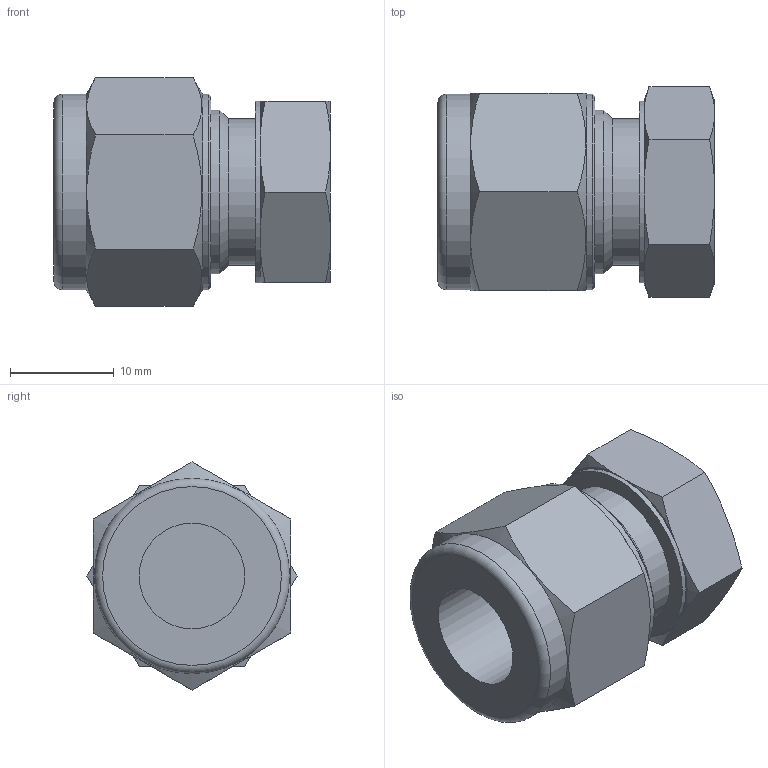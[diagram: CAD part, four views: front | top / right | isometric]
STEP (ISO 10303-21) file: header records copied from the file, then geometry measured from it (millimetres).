
FILE_DESCRIPTION(/* description */ (''),/* implementation_level */ '2;1');
FILE_NAME(/* name */ 'SC-10M.stp',/* time_stamp */ '2019-04-23T16:05:24+09:00',/* author */ ('HSE-RGT-06'),/* organization */ (''),/* preprocessor_version */ 'ST-DEVELOPER v16.5',/* originating_system */ 'Autodesk Inventor LT',/* authorisation */ '');
FILE_SCHEMA (('AUTOMOTIVE_DESIGN { 1 0 10303 214 3 1 1 }'));
Length unit declared in the file: millimetre
Products named in the file (1): 부품7
Bounding box: 26.56 x 20.21 x 21.94 mm (x, y, z)
Volume: 5785 mm3; surface area: 2884.7 mm2
Topology: 1 solids, 1 shells, 46 faces, 111 edges, 70 vertices
Faces by surface type: plane 23, cone 16, cylinder 6, torus 1
Full cylindrical faces by diameter (mm): 10.15 x1, 14.15 x1, 15.739 x1, 17.5 x1, 18.8 x2
Entity records: 1236 total; most frequent: CARTESIAN_POINT 283, ORIENTED_EDGE 194, DIRECTION 186, EDGE_CURVE 97, AXIS2_PLACEMENT_3D 78, VERTEX_POINT 67, EDGE_LOOP 60, FACE_OUTER_BOUND 46
